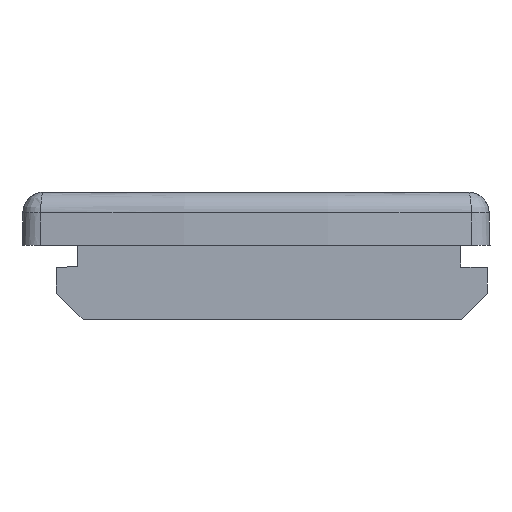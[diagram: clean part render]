
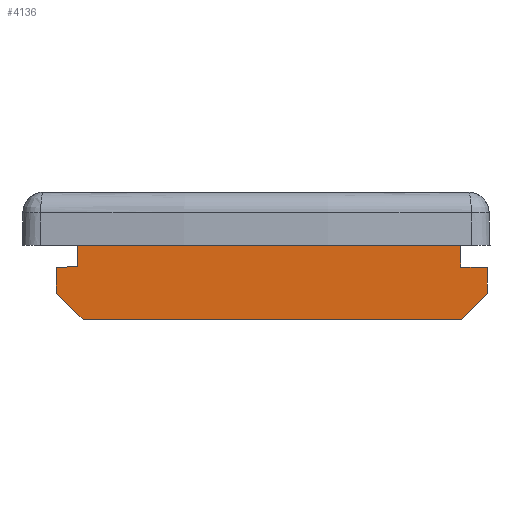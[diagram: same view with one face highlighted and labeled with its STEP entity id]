
A CAD part, front view. The second image highlights one B-rep face of the part: STEP entity #4136.
In plain terms, the highlighted planar face has unit normal (0, -1, 0).
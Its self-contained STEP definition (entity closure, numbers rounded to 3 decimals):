
#4068=AXIS2_PLACEMENT_3D('Plane Axis2P3D',#4065,#4066,#4067) ;
#50=CARTESIAN_POINT('Vertex',(41.341,14.987,0.)) ;
#53=CARTESIAN_POINT('Line Origine',(23.539,14.987,0.)) ;
#57=CARTESIAN_POINT('Vertex',(5.737,14.987,0.)) ;
#4046=CARTESIAN_POINT('Line Origine',(42.547,14.987,1.25)) ;
#4050=CARTESIAN_POINT('Vertex',(43.754,14.987,2.5)) ;
#4065=CARTESIAN_POINT('Axis2P3D Location',(43.974,14.987,7.)) ;
#4070=CARTESIAN_POINT('Line Origine',(43.733,14.987,3.706)) ;
#4074=CARTESIAN_POINT('Vertex',(43.712,14.987,4.913)) ;
#4077=CARTESIAN_POINT('Line Origine',(42.475,14.987,4.935)) ;
#4081=CARTESIAN_POINT('Vertex',(41.237,14.987,4.956)) ;
#4084=CARTESIAN_POINT('Line Origine',(41.237,14.987,5.978)) ;
#4088=CARTESIAN_POINT('Vertex',(41.237,14.987,7.)) ;
#4091=CARTESIAN_POINT('Line Origine',(23.237,14.987,7.)) ;
#4095=CARTESIAN_POINT('Vertex',(5.237,14.987,7.)) ;
#4098=CARTESIAN_POINT('Line Origine',(5.237,14.987,6.)) ;
#4102=CARTESIAN_POINT('Vertex',(5.237,14.987,5.)) ;
#4105=CARTESIAN_POINT('Line Origine',(4.237,14.987,4.965)) ;
#4109=CARTESIAN_POINT('Vertex',(3.237,14.987,4.93)) ;
#4112=CARTESIAN_POINT('Line Origine',(3.237,14.987,3.715)) ;
#4116=CARTESIAN_POINT('Vertex',(3.237,14.987,2.5)) ;
#4119=CARTESIAN_POINT('Line Origine',(4.487,14.987,1.25)) ;
#54=DIRECTION('Vector Direction',(-1.,0.,0.)) ;
#4047=DIRECTION('Vector Direction',(0.695,0.,0.719)) ;
#4066=DIRECTION('Axis2P3D Direction',(0.,-1.,0.)) ;
#4067=DIRECTION('Axis2P3D XDirection',(1.,0.,0.)) ;
#4071=DIRECTION('Vector Direction',(0.017,0.,-1.)) ;
#4078=DIRECTION('Vector Direction',(-1.,0.,0.017)) ;
#4085=DIRECTION('Vector Direction',(0.,0.,-1.)) ;
#4092=DIRECTION('Vector Direction',(-1.,0.,0.)) ;
#4099=DIRECTION('Vector Direction',(0.,0.,-1.)) ;
#4106=DIRECTION('Vector Direction',(0.999,0.,0.035)) ;
#4113=DIRECTION('Vector Direction',(0.,0.,1.)) ;
#4120=DIRECTION('Vector Direction',(0.707,0.,-0.707)) ;
#55=VECTOR('Line Direction',#54,1.) ;
#4048=VECTOR('Line Direction',#4047,1.) ;
#4072=VECTOR('Line Direction',#4071,1.) ;
#4079=VECTOR('Line Direction',#4078,1.) ;
#4086=VECTOR('Line Direction',#4085,1.) ;
#4093=VECTOR('Line Direction',#4092,1.) ;
#4100=VECTOR('Line Direction',#4099,1.) ;
#4107=VECTOR('Line Direction',#4106,1.) ;
#4114=VECTOR('Line Direction',#4113,1.) ;
#4121=VECTOR('Line Direction',#4120,1.) ;
#4125=ORIENTED_EDGE('',*,*,#59,.F.) ;
#4126=ORIENTED_EDGE('',*,*,#4052,.T.) ;
#4127=ORIENTED_EDGE('',*,*,#4076,.F.) ;
#4128=ORIENTED_EDGE('',*,*,#4083,.T.) ;
#4129=ORIENTED_EDGE('',*,*,#4090,.F.) ;
#4130=ORIENTED_EDGE('',*,*,#4097,.T.) ;
#4131=ORIENTED_EDGE('',*,*,#4104,.T.) ;
#4132=ORIENTED_EDGE('',*,*,#4111,.F.) ;
#4133=ORIENTED_EDGE('',*,*,#4118,.F.) ;
#4134=ORIENTED_EDGE('',*,*,#4123,.T.) ;
#4136=ADVANCED_FACE('CABTITE_EP_A_24-26_GY',(#4135),#4069,.T.) ;
#59=EDGE_CURVE('',#51,#58,#56,.T.) ;
#4052=EDGE_CURVE('',#51,#4051,#4049,.T.) ;
#4076=EDGE_CURVE('',#4075,#4051,#4073,.T.) ;
#4083=EDGE_CURVE('',#4075,#4082,#4080,.T.) ;
#4090=EDGE_CURVE('',#4089,#4082,#4087,.T.) ;
#4097=EDGE_CURVE('',#4089,#4096,#4094,.T.) ;
#4104=EDGE_CURVE('',#4096,#4103,#4101,.T.) ;
#4111=EDGE_CURVE('',#4110,#4103,#4108,.T.) ;
#4118=EDGE_CURVE('',#4117,#4110,#4115,.T.) ;
#4123=EDGE_CURVE('',#4117,#58,#4122,.T.) ;
#4124=EDGE_LOOP('',(#4125,#4126,#4127,#4128,#4129,#4130,#4131,#4132,#4133,#4134)) ;
#4135=FACE_OUTER_BOUND('',#4124,.T.) ;
#56=LINE('Line',#53,#55) ;
#4049=LINE('Line',#4046,#4048) ;
#4073=LINE('Line',#4070,#4072) ;
#4080=LINE('Line',#4077,#4079) ;
#4087=LINE('Line',#4084,#4086) ;
#4094=LINE('Line',#4091,#4093) ;
#4101=LINE('Line',#4098,#4100) ;
#4108=LINE('Line',#4105,#4107) ;
#4115=LINE('Line',#4112,#4114) ;
#4122=LINE('Line',#4119,#4121) ;
#4069=PLANE('',#4068) ;
#51=VERTEX_POINT('',#50) ;
#58=VERTEX_POINT('',#57) ;
#4051=VERTEX_POINT('',#4050) ;
#4075=VERTEX_POINT('',#4074) ;
#4082=VERTEX_POINT('',#4081) ;
#4089=VERTEX_POINT('',#4088) ;
#4096=VERTEX_POINT('',#4095) ;
#4103=VERTEX_POINT('',#4102) ;
#4110=VERTEX_POINT('',#4109) ;
#4117=VERTEX_POINT('',#4116) ;
